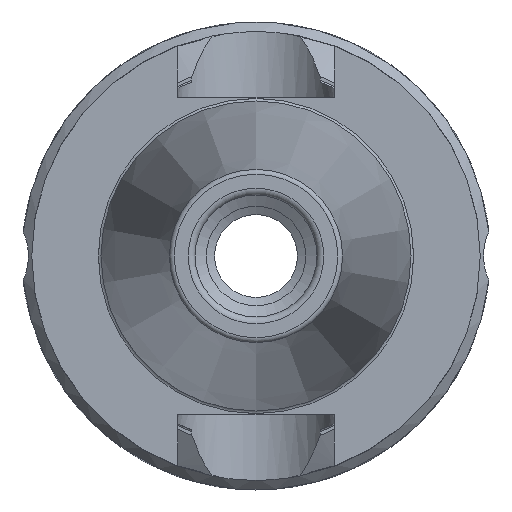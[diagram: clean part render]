
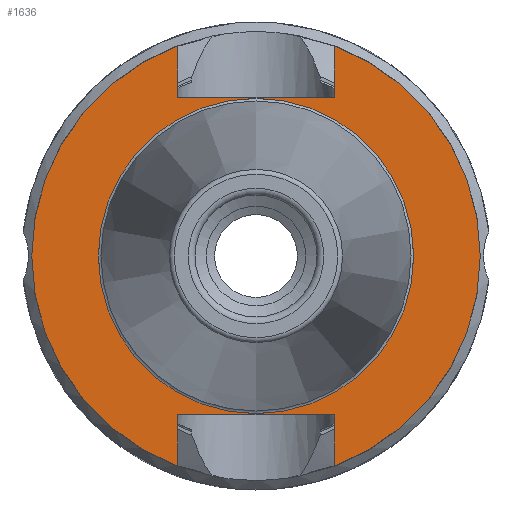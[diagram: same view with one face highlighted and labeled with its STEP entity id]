
A CAD part, left-side view. The second image highlights one B-rep face of the part: STEP entity #1636.
In plain terms, the highlighted planar face has unit normal (-1, 0, 0).
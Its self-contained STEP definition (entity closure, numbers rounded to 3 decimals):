
#38=FACE_BOUND('',#251,.T.);
#58=PLANE('',#1874);
#163=FACE_OUTER_BOUND('',#250,.T.);
#250=EDGE_LOOP('',(#1520,#1521,#1522,#1523,#1524,#1525,#1526,#1527));
#251=EDGE_LOOP('',(#1528,#1529));
#303=LINE('',#2925,#381);
#305=LINE('',#2934,#383);
#307=LINE('',#2937,#385);
#316=LINE('',#3088,#394);
#320=LINE('',#3099,#398);
#321=LINE('',#3101,#399);
#381=VECTOR('',#2186,10.);
#383=VECTOR('',#2190,10.);
#385=VECTOR('',#2194,10.);
#394=VECTOR('',#2263,10.);
#398=VECTOR('',#2269,10.);
#399=VECTOR('',#2272,10.);
#498=CIRCLE('',#1800,23.);
#510=CIRCLE('',#1827,23.);
#539=CIRCLE('',#1867,16.167);
#540=CIRCLE('',#1868,16.167);
#704=VERTEX_POINT('',#2918);
#705=VERTEX_POINT('',#2923);
#707=VERTEX_POINT('',#2931);
#708=VERTEX_POINT('',#2933);
#715=VERTEX_POINT('',#2981);
#729=VERTEX_POINT('',#3087);
#731=VERTEX_POINT('',#3092);
#732=VERTEX_POINT('',#3097);
#758=VERTEX_POINT('',#3180);
#759=VERTEX_POINT('',#3182);
#925=EDGE_CURVE('',#704,#705,#303,.T.);
#928=EDGE_CURVE('',#708,#707,#305,.T.);
#930=EDGE_CURVE('',#705,#708,#307,.T.);
#943=EDGE_CURVE('',#715,#704,#498,.T.);
#966=EDGE_CURVE('',#729,#715,#316,.T.);
#971=EDGE_CURVE('',#731,#732,#320,.T.);
#972=EDGE_CURVE('',#732,#729,#321,.T.);
#976=EDGE_CURVE('',#707,#731,#510,.T.);
#1012=EDGE_CURVE('',#758,#759,#539,.T.);
#1013=EDGE_CURVE('',#759,#758,#540,.T.);
#1520=ORIENTED_EDGE('',*,*,#928,.T.);
#1521=ORIENTED_EDGE('',*,*,#976,.T.);
#1522=ORIENTED_EDGE('',*,*,#971,.T.);
#1523=ORIENTED_EDGE('',*,*,#972,.T.);
#1524=ORIENTED_EDGE('',*,*,#966,.T.);
#1525=ORIENTED_EDGE('',*,*,#943,.T.);
#1526=ORIENTED_EDGE('',*,*,#925,.T.);
#1527=ORIENTED_EDGE('',*,*,#930,.T.);
#1528=ORIENTED_EDGE('',*,*,#1013,.F.);
#1529=ORIENTED_EDGE('',*,*,#1012,.F.);
#1636=ADVANCED_FACE('',(#163,#38),#58,.T.);
#1800=AXIS2_PLACEMENT_3D('',#2982,#2222,#2223);
#1827=AXIS2_PLACEMENT_3D('',#3109,#2287,#2288);
#1867=AXIS2_PLACEMENT_3D('',#3183,#2374,#2375);
#1868=AXIS2_PLACEMENT_3D('',#3184,#2376,#2377);
#1874=AXIS2_PLACEMENT_3D('',#3193,#2389,#2390);
#2186=DIRECTION('',(0.,0.,1.));
#2190=DIRECTION('',(0.,0.,-1.));
#2194=DIRECTION('',(0.,-1.,0.));
#2222=DIRECTION('center_axis',(-1.,0.,0.));
#2223=DIRECTION('ref_axis',(0.,0.,1.));
#2263=DIRECTION('',(0.,0.,1.));
#2269=DIRECTION('',(0.,0.,-1.));
#2272=DIRECTION('',(0.,1.,0.));
#2287=DIRECTION('center_axis',(-1.,0.,0.));
#2288=DIRECTION('ref_axis',(0.,0.,1.));
#2374=DIRECTION('center_axis',(-1.,0.,0.));
#2375=DIRECTION('ref_axis',(0.,0.,1.));
#2376=DIRECTION('center_axis',(-1.,0.,0.));
#2377=DIRECTION('ref_axis',(0.,0.,1.));
#2389=DIRECTION('center_axis',(-1.,0.,0.));
#2390=DIRECTION('ref_axis',(0.,0.,1.));
#2918=CARTESIAN_POINT('',(2.,8.05,-21.545));
#2923=CARTESIAN_POINT('',(2.,8.05,-16.3));
#2925=CARTESIAN_POINT('',(2.,8.05,1.642));
#2931=CARTESIAN_POINT('',(2.,-8.05,-21.545));
#2933=CARTESIAN_POINT('',(2.,-8.05,-16.3));
#2934=CARTESIAN_POINT('',(2.,-8.05,1.642));
#2937=CARTESIAN_POINT('',(2.,0.,-16.3));
#2981=CARTESIAN_POINT('',(2.,8.05,21.545));
#2982=CARTESIAN_POINT('Origin',(2.,0.,0.));
#3087=CARTESIAN_POINT('',(2.,8.05,16.3));
#3088=CARTESIAN_POINT('',(2.,8.05,17.942));
#3092=CARTESIAN_POINT('',(2.,-8.05,21.545));
#3097=CARTESIAN_POINT('',(2.,-8.05,16.3));
#3099=CARTESIAN_POINT('',(2.,-8.05,17.942));
#3101=CARTESIAN_POINT('',(2.,0.,16.3));
#3109=CARTESIAN_POINT('Origin',(2.,0.,0.));
#3180=CARTESIAN_POINT('',(2.,0.,-16.167));
#3182=CARTESIAN_POINT('',(2.,0.,16.167));
#3183=CARTESIAN_POINT('Origin',(2.,0.,0.));
#3184=CARTESIAN_POINT('Origin',(2.,0.,0.));
#3193=CARTESIAN_POINT('Origin',(2.,0.,19.583));
